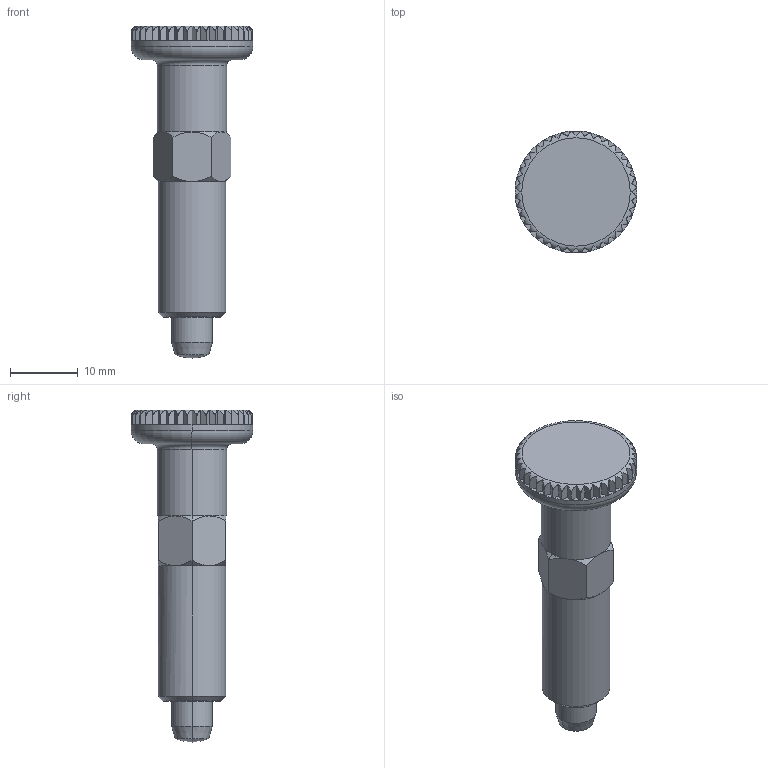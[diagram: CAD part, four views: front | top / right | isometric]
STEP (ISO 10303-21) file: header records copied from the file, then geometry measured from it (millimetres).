
FILE_DESCRIPTION(('STEP AP214'),'1');
FILE_NAME(' ',' ',('TraceParts'),('TraceParts S.A.'),'XStep 1.0',' ',' ');
FILE_SCHEMA(('automotive_design'));
Length unit declared in the file: millimetre
Products named in the file (2): 1; 2
Bounding box: 18 x 18 x 49 mm (x, y, z)
Volume: 4902.3 mm3; surface area: 2663.1 mm2
Topology: 2 solids, 2 shells, 161 faces, 445 edges, 290 vertices
Faces by surface type: plane 133, cylinder 10, cone 10, torus 6, sphere 2
Entity records: 11142 total; most frequent: CARTESIAN_POINT 2120, STYLED_ITEM 896, PRESENTATION_STYLE_ASSIGNMENT 896, COLOUR_RGB 896, ORIENTED_EDGE 886, DIRECTION 802, EDGE_CURVE 443, CURVE_STYLE 443
